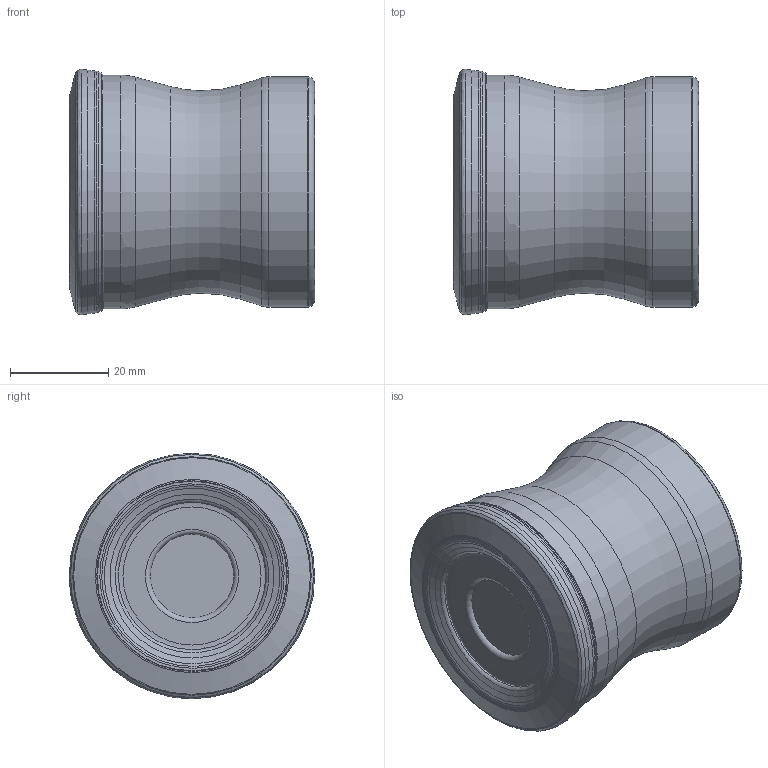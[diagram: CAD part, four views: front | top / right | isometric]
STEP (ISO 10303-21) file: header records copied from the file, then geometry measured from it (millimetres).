
FILE_DESCRIPTION(/* description */ (''),/* implementation_level */ '2;1');
FILE_NAME(/* name */ 'AHFM-JO09-D050-A22-Z04-H.stp',/* time_stamp */ '2023-10-10T12:13:43+03:00',/* author */ (''),/* organization */ (''),/* preprocessor_version */ 'ST-DEVELOPER v19.4',/* originating_system */ 'SIEMENS PLM Software NX2306.5001',/* authorisation */ '');
FILE_SCHEMA (('AUTOMOTIVE_DESIGN { 1 0 10303 214 3 1 1 1 }'));
Length unit declared in the file: millimetre
Products named in the file (1): AHFM-JO09-D050-A22-Z04-H-LIGHT_objects
Bounding box: 50 x 50.05 x 50.08 mm (x, y, z)
Volume: 86940.4 mm3; surface area: 14500.9 mm2
Topology: 2 solids, 2 shells, 53 faces, 140 edges, 91 vertices
Faces by surface type: revolution 33, torus 7, cone 6, plane 4, cylinder 2, bspline 1
Full cylindrical faces by diameter (mm): 47 x1, 47.666 x1
Entity records: 1233 total; most frequent: CARTESIAN_POINT 245, DIRECTION 213, EDGE_LOOP 104, ORIENTED_EDGE 104, FACE_BOUND 102, AXIS2_PLACEMENT_3D 84, ADVANCED_FACE 53, VERTEX_POINT 52
